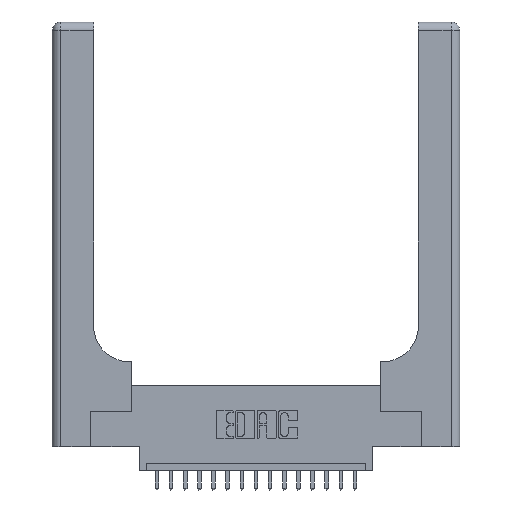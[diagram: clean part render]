
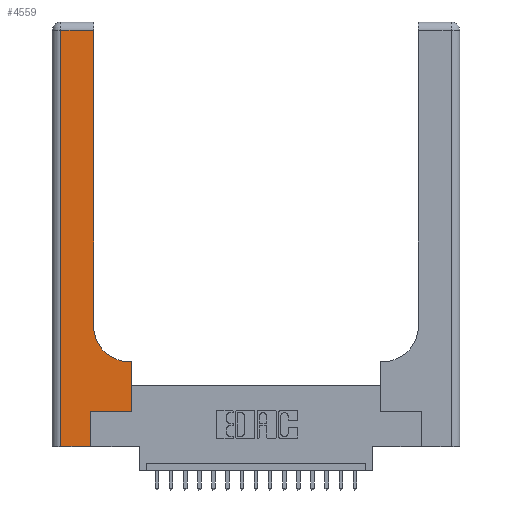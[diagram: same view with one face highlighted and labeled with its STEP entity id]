
A CAD part, top view. The second image highlights one B-rep face of the part: STEP entity #4559.
In plain terms, the highlighted planar face has unit normal (0, 0, 1).
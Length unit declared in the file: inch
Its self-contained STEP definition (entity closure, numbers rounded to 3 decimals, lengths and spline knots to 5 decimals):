
#9 = LINE ( 'NONE', #16016, #16167 ) ;
#272 = DIRECTION ( 'NONE',  ( -1., 0., 0. ) ) ;
#756 = ORIENTED_EDGE ( 'NONE', *, *, #14820, .T. ) ;
#1039 = LINE ( 'NONE', #13513, #19643 ) ;
#1040 = DIRECTION ( 'NONE',  ( 0., 1., 0. ) ) ;
#1601 = AXIS2_PLACEMENT_3D ( 'NONE', #9385, #17739, #272 ) ;
#1736 = DIRECTION ( 'NONE',  ( 1., 0., 0. ) ) ;
#1846 = AXIS2_PLACEMENT_3D ( 'NONE', #9087, #5915, #19853 ) ;
#2337 = CARTESIAN_POINT ( 'NONE',  ( 0.06, 2.94, 0.37 ) ) ;
#2346 = VECTOR ( 'NONE', #4685, 39.37008 ) ;
#2576 = EDGE_LOOP ( 'NONE', ( #6944, #14185, #756, #13212, #9504, #2616, #13238, #3502, #10153 ) ) ;
#2616 = ORIENTED_EDGE ( 'NONE', *, *, #3416, .T. ) ;
#3003 = VECTOR ( 'NONE', #1736, 39.37008 ) ;
#3416 = EDGE_CURVE ( 'NONE', #4738, #10364, #9623, .T. ) ;
#3502 = ORIENTED_EDGE ( 'NONE', *, *, #17090, .T. ) ;
#3678 = CARTESIAN_POINT ( 'NONE',  ( 0., 2.94, 0.37 ) ) ;
#3812 = PLANE ( 'NONE',  #1601 ) ;
#4346 = CARTESIAN_POINT ( 'NONE',  ( 0.2915, 0.6, 0.37 ) ) ;
#4559 = ADVANCED_FACE ( 'NONE', ( #8850 ), #3812, .F. ) ;
#4587 = VECTOR ( 'NONE', #7309, 39.37008 ) ;
#4616 = EDGE_CURVE ( 'NONE', #10364, #4834, #1039, .T. ) ;
#4623 = CARTESIAN_POINT ( 'NONE',  ( 0.269, 0., 0.37 ) ) ;
#4685 = DIRECTION ( 'NONE',  ( 1., 0., 0. ) ) ;
#4738 = VERTEX_POINT ( 'NONE', #19906 ) ;
#4834 = VERTEX_POINT ( 'NONE', #15358 ) ;
#4955 = DIRECTION ( 'NONE',  ( 0., 1., 0. ) ) ;
#5025 = CARTESIAN_POINT ( 'NONE',  ( 0.5415, 0.6, 0.37 ) ) ;
#5124 = DIRECTION ( 'NONE',  ( -1., 0., 0. ) ) ;
#5741 = VECTOR ( 'NONE', #5948, 39.37008 ) ;
#5915 = DIRECTION ( 'NONE',  ( 0., 0., -1. ) ) ;
#5948 = DIRECTION ( 'NONE',  ( -1., 0., 0. ) ) ;
#6350 = VERTEX_POINT ( 'NONE', #2337 ) ;
#6944 = ORIENTED_EDGE ( 'NONE', *, *, #13452, .T. ) ;
#7037 = EDGE_CURVE ( 'NONE', #8911, #6350, #14333, .T. ) ;
#7309 = DIRECTION ( 'NONE',  ( 0., -1., 0. ) ) ;
#7541 = LINE ( 'NONE', #19103, #15370 ) ;
#7587 = EDGE_CURVE ( 'NONE', #16022, #12583, #17498, .T. ) ;
#8033 = CARTESIAN_POINT ( 'NONE',  ( 0., 0., 0.37 ) ) ;
#8850 = FACE_OUTER_BOUND ( 'NONE', #2576, .T. ) ;
#8911 = VERTEX_POINT ( 'NONE', #11702 ) ;
#9087 = CARTESIAN_POINT ( 'NONE',  ( 0.5415, 0.85, 0.37 ) ) ;
#9385 = CARTESIAN_POINT ( 'NONE',  ( 0., 3., 0.37 ) ) ;
#9504 = ORIENTED_EDGE ( 'NONE', *, *, #12814, .T. ) ;
#9623 = LINE ( 'NONE', #17386, #3003 ) ;
#9682 = VECTOR ( 'NONE', #5124, 39.37008 ) ;
#10149 = VERTEX_POINT ( 'NONE', #5025 ) ;
#10153 = ORIENTED_EDGE ( 'NONE', *, *, #12413, .T. ) ;
#10364 = VERTEX_POINT ( 'NONE', #18909 ) ;
#10583 = LINE ( 'NONE', #4346, #5741 ) ;
#10652 = CARTESIAN_POINT ( 'NONE',  ( 0.06, 3., 0.37 ) ) ;
#10723 = CARTESIAN_POINT ( 'NONE',  ( 0.2915, 0.85, 0.37 ) ) ;
#11702 = CARTESIAN_POINT ( 'NONE',  ( 0.2915, 2.94, 0.37 ) ) ;
#12413 = EDGE_CURVE ( 'NONE', #10149, #13984, #16409, .T. ) ;
#12583 = VERTEX_POINT ( 'NONE', #4623 ) ;
#12814 = EDGE_CURVE ( 'NONE', #12583, #4738, #7541, .T. ) ;
#13212 = ORIENTED_EDGE ( 'NONE', *, *, #7587, .T. ) ;
#13238 = ORIENTED_EDGE ( 'NONE', *, *, #4616, .T. ) ;
#13452 = EDGE_CURVE ( 'NONE', #13984, #8911, #9, .T. ) ;
#13513 = CARTESIAN_POINT ( 'NONE',  ( 0.5585, 0.25, 0.37 ) ) ;
#13984 = VERTEX_POINT ( 'NONE', #10723 ) ;
#14185 = ORIENTED_EDGE ( 'NONE', *, *, #7037, .T. ) ;
#14333 = LINE ( 'NONE', #3678, #9682 ) ;
#14820 = EDGE_CURVE ( 'NONE', #6350, #16022, #18275, .T. ) ;
#15358 = CARTESIAN_POINT ( 'NONE',  ( 0.5585, 0.6, 0.37 ) ) ;
#15370 = VECTOR ( 'NONE', #16048, 39.37008 ) ;
#15681 = CARTESIAN_POINT ( 'NONE',  ( 0.06, 0., 0.37 ) ) ;
#16016 = CARTESIAN_POINT ( 'NONE',  ( 0.2915, 3., 0.37 ) ) ;
#16022 = VERTEX_POINT ( 'NONE', #15681 ) ;
#16048 = DIRECTION ( 'NONE',  ( 0., 1., 0. ) ) ;
#16167 = VECTOR ( 'NONE', #4955, 39.37008 ) ;
#16409 = CIRCLE ( 'NONE', #1846, 0.25 ) ;
#17090 = EDGE_CURVE ( 'NONE', #4834, #10149, #10583, .T. ) ;
#17386 = CARTESIAN_POINT ( 'NONE',  ( 0.269, 0.25, 0.37 ) ) ;
#17498 = LINE ( 'NONE', #8033, #2346 ) ;
#17739 = DIRECTION ( 'NONE',  ( 0., 0., -1. ) ) ;
#18275 = LINE ( 'NONE', #10652, #4587 ) ;
#18909 = CARTESIAN_POINT ( 'NONE',  ( 0.5585, 0.25, 0.37 ) ) ;
#19103 = CARTESIAN_POINT ( 'NONE',  ( 0.269, 0., 0.37 ) ) ;
#19643 = VECTOR ( 'NONE', #1040, 39.37008 ) ;
#19853 = DIRECTION ( 'NONE',  ( 1., 0., 0. ) ) ;
#19906 = CARTESIAN_POINT ( 'NONE',  ( 0.269, 0.25, 0.37 ) ) ;
